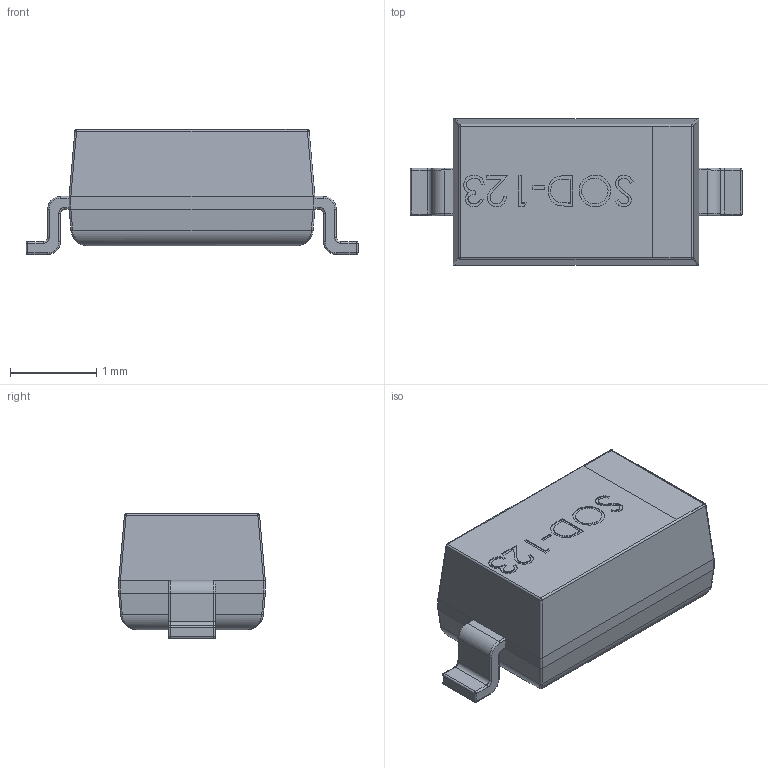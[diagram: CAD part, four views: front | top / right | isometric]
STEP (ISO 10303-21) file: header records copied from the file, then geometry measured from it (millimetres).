
FILE_DESCRIPTION(('FreeCAD Model'),'2;1');
FILE_NAME('User Library-SOD-123_DiodesInc.step','2017-02-21T11:16:44',('kicad StepUp'),( 'ksu MCAD'),'Open CASCADE STEP processor 6.8','FreeCAD','Unknown');
FILE_SCHEMA(('AUTOMOTIVE_DESIGN_CC2 { 1 2 10303 214 -1 1 5 4 }'));
Length unit declared in the file: millimetre
Products named in the file (1): User_Library-SOD-123_DiodesInc
Bounding box: 3.85 x 1.7 x 1.45 mm (x, y, z)
Volume: 6.3 mm3; surface area: 22.8 mm2
Topology: 1 solids, 1 shells, 217 faces, 538 edges, 320 vertices
Faces by surface type: plane 75, cylinder 60, bspline 54, torus 16, sphere 12
Entity records: 10497 total; most frequent: CARTESIAN_POINT 4246, ORIENTED_EDGE 1052, DIRECTION 850, EDGE_CURVE 526, VERTEX_POINT 320, LINE 298, VECTOR 298, AXIS2_PLACEMENT_3D 276
